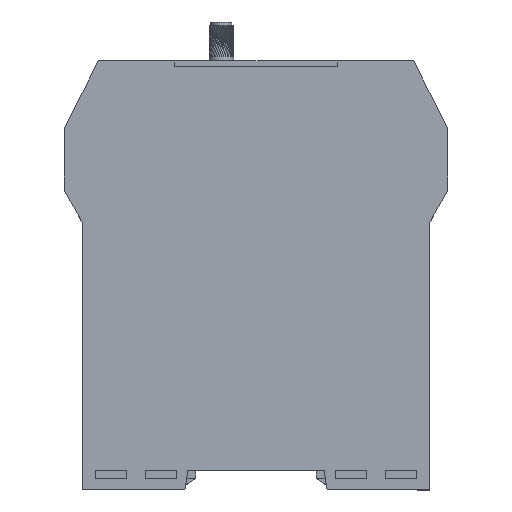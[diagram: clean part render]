
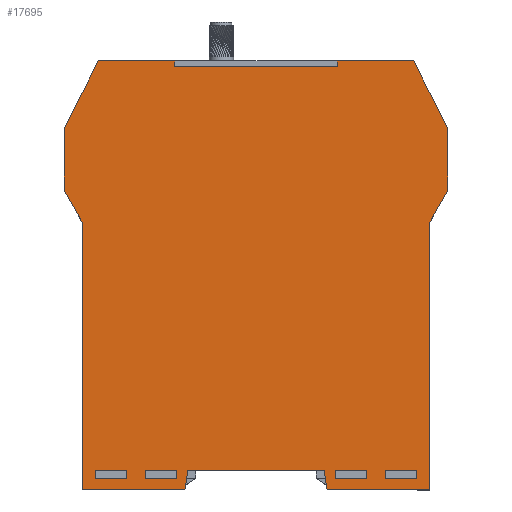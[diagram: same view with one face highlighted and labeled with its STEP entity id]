
A CAD part, top view. The second image highlights one B-rep face of the part: STEP entity #17695.
In plain terms, the highlighted planar face has unit normal (0, 0, 1).
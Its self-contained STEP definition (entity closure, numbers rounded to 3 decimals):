
#744=LINE('',#25184,#2905);
#748=LINE('',#25193,#2909);
#752=LINE('',#25202,#2913);
#756=LINE('',#25211,#2917);
#770=LINE('',#25240,#2931);
#774=LINE('',#25249,#2935);
#778=LINE('',#25258,#2939);
#782=LINE('',#25267,#2943);
#802=LINE('',#25305,#2963);
#813=LINE('',#25327,#2974);
#826=LINE('',#25351,#2987);
#837=LINE('',#25371,#2998);
#845=LINE('',#25387,#3006);
#872=LINE('',#25453,#3033);
#874=LINE('',#25458,#3035);
#1260=LINE('',#26273,#3421);
#1263=LINE('',#26278,#3424);
#1265=LINE('',#26283,#3426);
#1267=LINE('',#26289,#3428);
#1269=LINE('',#26293,#3430);
#1271=LINE('',#26297,#3432);
#1273=LINE('',#26300,#3434);
#1274=LINE('',#26302,#3435);
#1275=LINE('',#26305,#3436);
#1277=LINE('',#26308,#3438);
#1278=LINE('',#26309,#3439);
#1279=LINE('',#26310,#3440);
#1280=LINE('',#26311,#3441);
#1281=LINE('',#26312,#3442);
#1283=LINE('',#26316,#3444);
#1285=LINE('',#26320,#3446);
#1287=LINE('',#26324,#3448);
#1289=LINE('',#26328,#3450);
#1291=LINE('',#26331,#3452);
#2905=VECTOR('',#20265,10.);
#2909=VECTOR('',#20271,10.);
#2913=VECTOR('',#20277,10.);
#2917=VECTOR('',#20283,10.);
#2931=VECTOR('',#20303,10.);
#2935=VECTOR('',#20309,10.);
#2939=VECTOR('',#20315,10.);
#2943=VECTOR('',#20321,10.);
#2963=VECTOR('',#20349,10.);
#2974=VECTOR('',#20368,10.);
#2987=VECTOR('',#20391,10.);
#2998=VECTOR('',#20410,10.);
#3006=VECTOR('',#20426,10.);
#3033=VECTOR('',#20469,10.);
#3035=VECTOR('',#20473,10.);
#3421=VECTOR('',#21237,10.);
#3424=VECTOR('',#21242,10.);
#3426=VECTOR('',#21246,10.);
#3428=VECTOR('',#21254,10.);
#3430=VECTOR('',#21258,10.);
#3432=VECTOR('',#21262,10.);
#3434=VECTOR('',#21266,10.);
#3435=VECTOR('',#21269,10.);
#3436=VECTOR('',#21272,10.);
#3438=VECTOR('',#21276,10.);
#3439=VECTOR('',#21277,10.);
#3440=VECTOR('',#21278,10.);
#3441=VECTOR('',#21279,10.);
#3442=VECTOR('',#21280,10.);
#3444=VECTOR('',#21284,10.);
#3446=VECTOR('',#21288,10.);
#3448=VECTOR('',#21292,10.);
#3450=VECTOR('',#21296,10.);
#3452=VECTOR('',#21300,10.);
#5060=PLANE('',#18776);
#5620=FACE_BOUND('',#7012,.T.);
#5621=FACE_BOUND('',#7013,.T.);
#5622=FACE_BOUND('',#7014,.T.);
#5623=FACE_BOUND('',#7015,.T.);
#6025=FACE_OUTER_BOUND('',#7011,.T.);
#7011=EDGE_LOOP('',(#13991,#13992,#13993,#13994,#13995,#13996,#13997,#13998,
#13999,#14000,#14001,#14002,#14003,#14004,#14005,#14006,#14007,#14008));
#7012=EDGE_LOOP('',(#14009,#14010,#14011,#14012));
#7013=EDGE_LOOP('',(#14013,#14014,#14015,#14016));
#7014=EDGE_LOOP('',(#14017,#14018,#14019,#14020));
#7015=EDGE_LOOP('',(#14021,#14022,#14023,#14024));
#8334=VERTEX_POINT('',#25182);
#8335=VERTEX_POINT('',#25183);
#8338=VERTEX_POINT('',#25191);
#8339=VERTEX_POINT('',#25192);
#8342=VERTEX_POINT('',#25200);
#8343=VERTEX_POINT('',#25201);
#8346=VERTEX_POINT('',#25209);
#8347=VERTEX_POINT('',#25210);
#8358=VERTEX_POINT('',#25238);
#8359=VERTEX_POINT('',#25239);
#8362=VERTEX_POINT('',#25247);
#8363=VERTEX_POINT('',#25248);
#8366=VERTEX_POINT('',#25256);
#8367=VERTEX_POINT('',#25257);
#8370=VERTEX_POINT('',#25265);
#8371=VERTEX_POINT('',#25266);
#8406=VERTEX_POINT('',#25384);
#8407=VERTEX_POINT('',#25386);
#8438=VERTEX_POINT('',#25451);
#8439=VERTEX_POINT('',#25455);
#8440=VERTEX_POINT('',#25457);
#8679=VERTEX_POINT('',#26270);
#8680=VERTEX_POINT('',#26272);
#8681=VERTEX_POINT('',#26276);
#8682=VERTEX_POINT('',#26280);
#8683=VERTEX_POINT('',#26282);
#8684=VERTEX_POINT('',#26288);
#8685=VERTEX_POINT('',#26292);
#8686=VERTEX_POINT('',#26296);
#8687=VERTEX_POINT('',#26304);
#8688=VERTEX_POINT('',#26315);
#8689=VERTEX_POINT('',#26319);
#8690=VERTEX_POINT('',#26323);
#8691=VERTEX_POINT('',#26327);
#10063=EDGE_CURVE('',#8334,#8335,#744,.T.);
#10067=EDGE_CURVE('',#8338,#8339,#748,.T.);
#10071=EDGE_CURVE('',#8342,#8343,#752,.T.);
#10075=EDGE_CURVE('',#8346,#8347,#756,.T.);
#10089=EDGE_CURVE('',#8358,#8359,#770,.T.);
#10093=EDGE_CURVE('',#8362,#8363,#774,.T.);
#10097=EDGE_CURVE('',#8366,#8367,#778,.T.);
#10101=EDGE_CURVE('',#8370,#8371,#782,.T.);
#10121=EDGE_CURVE('',#8347,#8342,#802,.T.);
#10132=EDGE_CURVE('',#8339,#8334,#813,.T.);
#10145=EDGE_CURVE('',#8363,#8358,#826,.T.);
#10156=EDGE_CURVE('',#8371,#8366,#837,.T.);
#10164=EDGE_CURVE('',#8406,#8407,#845,.T.);
#10198=EDGE_CURVE('',#8438,#8406,#872,.T.);
#10200=EDGE_CURVE('',#8439,#8440,#874,.T.);
#10604=EDGE_CURVE('',#8679,#8680,#1260,.T.);
#10607=EDGE_CURVE('',#8681,#8679,#1263,.T.);
#10609=EDGE_CURVE('',#8682,#8683,#1265,.T.);
#10611=EDGE_CURVE('',#8683,#8684,#1267,.T.);
#10613=EDGE_CURVE('',#8684,#8685,#1269,.T.);
#10615=EDGE_CURVE('',#8685,#8686,#1271,.T.);
#10617=EDGE_CURVE('',#8686,#8681,#1273,.T.);
#10618=EDGE_CURVE('',#8680,#8438,#1274,.T.);
#10619=EDGE_CURVE('',#8407,#8687,#1275,.T.);
#10621=EDGE_CURVE('',#8367,#8370,#1277,.T.);
#10622=EDGE_CURVE('',#8359,#8362,#1278,.T.);
#10623=EDGE_CURVE('',#8687,#8439,#1279,.T.);
#10624=EDGE_CURVE('',#8343,#8346,#1280,.T.);
#10625=EDGE_CURVE('',#8335,#8338,#1281,.T.);
#10627=EDGE_CURVE('',#8440,#8688,#1283,.T.);
#10629=EDGE_CURVE('',#8688,#8689,#1285,.T.);
#10631=EDGE_CURVE('',#8689,#8690,#1287,.T.);
#10633=EDGE_CURVE('',#8690,#8691,#1289,.T.);
#10635=EDGE_CURVE('',#8691,#8682,#1291,.T.);
#13991=ORIENTED_EDGE('',*,*,#10611,.F.);
#13992=ORIENTED_EDGE('',*,*,#10609,.F.);
#13993=ORIENTED_EDGE('',*,*,#10635,.F.);
#13994=ORIENTED_EDGE('',*,*,#10633,.F.);
#13995=ORIENTED_EDGE('',*,*,#10631,.F.);
#13996=ORIENTED_EDGE('',*,*,#10629,.F.);
#13997=ORIENTED_EDGE('',*,*,#10627,.F.);
#13998=ORIENTED_EDGE('',*,*,#10200,.F.);
#13999=ORIENTED_EDGE('',*,*,#10623,.F.);
#14000=ORIENTED_EDGE('',*,*,#10619,.F.);
#14001=ORIENTED_EDGE('',*,*,#10164,.F.);
#14002=ORIENTED_EDGE('',*,*,#10198,.F.);
#14003=ORIENTED_EDGE('',*,*,#10618,.F.);
#14004=ORIENTED_EDGE('',*,*,#10604,.F.);
#14005=ORIENTED_EDGE('',*,*,#10607,.F.);
#14006=ORIENTED_EDGE('',*,*,#10617,.F.);
#14007=ORIENTED_EDGE('',*,*,#10615,.F.);
#14008=ORIENTED_EDGE('',*,*,#10613,.F.);
#14009=ORIENTED_EDGE('',*,*,#10067,.T.);
#14010=ORIENTED_EDGE('',*,*,#10132,.T.);
#14011=ORIENTED_EDGE('',*,*,#10063,.T.);
#14012=ORIENTED_EDGE('',*,*,#10625,.T.);
#14013=ORIENTED_EDGE('',*,*,#10075,.T.);
#14014=ORIENTED_EDGE('',*,*,#10121,.T.);
#14015=ORIENTED_EDGE('',*,*,#10071,.T.);
#14016=ORIENTED_EDGE('',*,*,#10624,.T.);
#14017=ORIENTED_EDGE('',*,*,#10093,.T.);
#14018=ORIENTED_EDGE('',*,*,#10145,.T.);
#14019=ORIENTED_EDGE('',*,*,#10089,.T.);
#14020=ORIENTED_EDGE('',*,*,#10622,.T.);
#14021=ORIENTED_EDGE('',*,*,#10101,.T.);
#14022=ORIENTED_EDGE('',*,*,#10156,.T.);
#14023=ORIENTED_EDGE('',*,*,#10097,.T.);
#14024=ORIENTED_EDGE('',*,*,#10621,.T.);
#17695=ADVANCED_FACE('',(#6025,#5620,#5621,#5622,#5623),#5060,.T.);
#18776=AXIS2_PLACEMENT_3D('',#26332,#21301,#21302);
#20265=DIRECTION('',(0.,1.,0.));
#20271=DIRECTION('',(0.,-1.,0.));
#20277=DIRECTION('',(0.,1.,0.));
#20283=DIRECTION('',(0.,-1.,0.));
#20303=DIRECTION('',(0.,1.,0.));
#20309=DIRECTION('',(0.,-1.,0.));
#20315=DIRECTION('',(0.,1.,0.));
#20321=DIRECTION('',(0.,-1.,0.));
#20349=DIRECTION('',(-1.,0.,0.));
#20368=DIRECTION('',(-1.,0.,0.));
#20391=DIRECTION('',(-1.,0.,0.));
#20410=DIRECTION('',(-1.,0.,0.));
#20426=DIRECTION('',(-1.,0.,0.));
#20469=DIRECTION('',(0.,-1.,0.));
#20473=DIRECTION('',(-0.148,-0.989,0.));
#21237=DIRECTION('',(0.,-1.,0.));
#21242=DIRECTION('',(0.451,-0.892,0.));
#21246=DIRECTION('',(1.,0.,0.));
#21254=DIRECTION('',(0.,-1.,0.));
#21258=DIRECTION('',(1.,0.,0.));
#21262=DIRECTION('',(0.,1.,0.));
#21266=DIRECTION('',(1.,0.,0.));
#21269=DIRECTION('',(-0.49,-0.872,0.));
#21272=DIRECTION('',(-0.148,0.989,0.));
#21276=DIRECTION('',(1.,0.,0.));
#21277=DIRECTION('',(1.,0.,0.));
#21278=DIRECTION('',(-1.,0.,0.));
#21279=DIRECTION('',(1.,0.,0.));
#21280=DIRECTION('',(1.,0.,0.));
#21284=DIRECTION('',(-1.,0.,0.));
#21288=DIRECTION('',(0.,1.,0.));
#21292=DIRECTION('',(-0.49,0.872,0.));
#21296=DIRECTION('',(0.,1.,0.));
#21300=DIRECTION('',(0.451,0.892,0.));
#21301=DIRECTION('center_axis',(0.,0.,1.));
#21302=DIRECTION('ref_axis',(1.,0.,0.));
#25182=CARTESIAN_POINT('',(-0.7,-107.25,8.75));
#25183=CARTESIAN_POINT('',(-0.7,-105.15,8.75));
#25184=CARTESIAN_POINT('',(-0.7,-81.623,8.75));
#25191=CARTESIAN_POINT('',(7.2,-105.15,8.75));
#25192=CARTESIAN_POINT('',(7.2,-107.25,8.75));
#25193=CARTESIAN_POINT('',(7.2,-80.573,8.75));
#25200=CARTESIAN_POINT('',(12.2,-107.25,8.75));
#25201=CARTESIAN_POINT('',(12.2,-105.15,8.75));
#25202=CARTESIAN_POINT('',(12.2,-81.623,8.75));
#25209=CARTESIAN_POINT('',(20.1,-105.15,8.75));
#25210=CARTESIAN_POINT('',(20.1,-107.25,8.75));
#25211=CARTESIAN_POINT('',(20.1,-80.573,8.75));
#25238=CARTESIAN_POINT('',(60.9,-107.25,8.75));
#25239=CARTESIAN_POINT('',(60.9,-105.15,8.75));
#25240=CARTESIAN_POINT('',(60.9,-81.623,8.75));
#25247=CARTESIAN_POINT('',(68.8,-105.15,8.75));
#25248=CARTESIAN_POINT('',(68.8,-107.25,8.75));
#25249=CARTESIAN_POINT('',(68.8,-80.573,8.75));
#25256=CARTESIAN_POINT('',(73.8,-107.25,8.75));
#25257=CARTESIAN_POINT('',(73.8,-105.15,8.75));
#25258=CARTESIAN_POINT('',(73.8,-81.623,8.75));
#25265=CARTESIAN_POINT('',(81.7,-105.15,8.75));
#25266=CARTESIAN_POINT('',(81.7,-107.25,8.75));
#25267=CARTESIAN_POINT('',(81.7,-80.573,8.75));
#25305=CARTESIAN_POINT('',(30.3,-107.25,8.75));
#25327=CARTESIAN_POINT('',(23.85,-107.25,8.75));
#25351=CARTESIAN_POINT('',(54.65,-107.25,8.75));
#25371=CARTESIAN_POINT('',(61.1,-107.25,8.75));
#25384=CARTESIAN_POINT('',(85.,-110.15,8.75));
#25386=CARTESIAN_POINT('',(58.75,-110.15,8.75));
#25387=CARTESIAN_POINT('',(85.,-110.15,8.75));
#25451=CARTESIAN_POINT('',(85.,-41.65,8.75));
#25453=CARTESIAN_POINT('',(85.,-41.65,8.75));
#25455=CARTESIAN_POINT('',(23.,-105.15,8.75));
#25457=CARTESIAN_POINT('',(22.25,-110.15,8.75));
#25458=CARTESIAN_POINT('',(23.,-105.15,8.75));
#26270=CARTESIAN_POINT('',(89.75,-17.3,8.75));
#26272=CARTESIAN_POINT('',(89.75,-33.2,8.75));
#26273=CARTESIAN_POINT('',(89.75,-17.3,8.75));
#26276=CARTESIAN_POINT('',(81.,0.,8.75));
#26278=CARTESIAN_POINT('',(81.,0.,8.75));
#26280=CARTESIAN_POINT('',(0.,0.,8.75));
#26282=CARTESIAN_POINT('',(19.6,0.,8.75));
#26283=CARTESIAN_POINT('',(0.,0.,8.75));
#26288=CARTESIAN_POINT('',(19.6,-1.5,8.75));
#26289=CARTESIAN_POINT('',(19.6,0.,8.75));
#26292=CARTESIAN_POINT('',(61.4,-1.5,8.75));
#26293=CARTESIAN_POINT('',(19.6,-1.5,8.75));
#26296=CARTESIAN_POINT('',(61.4,0.,8.75));
#26297=CARTESIAN_POINT('',(61.4,-1.5,8.75));
#26300=CARTESIAN_POINT('',(61.4,0.,8.75));
#26302=CARTESIAN_POINT('',(89.75,-33.2,8.75));
#26304=CARTESIAN_POINT('',(58.,-105.15,8.75));
#26305=CARTESIAN_POINT('',(58.75,-110.15,8.75));
#26308=CARTESIAN_POINT('',(57.15,-105.15,8.75));
#26309=CARTESIAN_POINT('',(50.7,-105.15,8.75));
#26310=CARTESIAN_POINT('',(58.,-105.15,8.75));
#26311=CARTESIAN_POINT('',(26.35,-105.15,8.75));
#26312=CARTESIAN_POINT('',(19.9,-105.15,8.75));
#26315=CARTESIAN_POINT('',(-4.,-110.15,8.75));
#26316=CARTESIAN_POINT('',(22.25,-110.15,8.75));
#26319=CARTESIAN_POINT('',(-4.,-41.65,8.75));
#26320=CARTESIAN_POINT('',(-4.,-110.15,8.75));
#26323=CARTESIAN_POINT('',(-8.75,-33.2,8.75));
#26324=CARTESIAN_POINT('',(-4.,-41.65,8.75));
#26327=CARTESIAN_POINT('',(-8.75,-17.3,8.75));
#26328=CARTESIAN_POINT('',(-8.75,-33.2,8.75));
#26331=CARTESIAN_POINT('',(-8.75,-17.3,8.75));
#26332=CARTESIAN_POINT('Origin',(40.5,-55.997,8.75));
